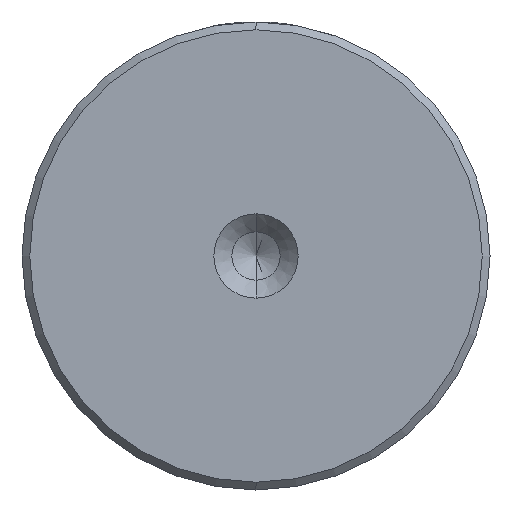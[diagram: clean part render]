
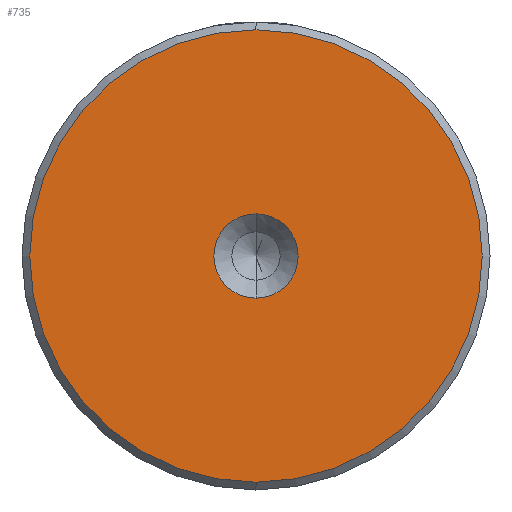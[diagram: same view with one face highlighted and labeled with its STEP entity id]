
A CAD part, left-side view. The second image highlights one B-rep face of the part: STEP entity #735.
In plain terms, the highlighted planar face has unit normal (-1, 0, 0).
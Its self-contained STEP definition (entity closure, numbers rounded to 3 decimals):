
#26 = CIRCLE ( 'NONE', #920, 2.7 ) ;
#59 = DIRECTION ( 'NONE',  ( 0., 0., 1. ) ) ;
#72 = DIRECTION ( 'NONE',  ( -1., 0., 0. ) ) ;
#83 = CARTESIAN_POINT ( 'NONE',  ( 0., 0., 0. ) ) ;
#97 = DIRECTION ( 'NONE',  ( -1., 0., 0. ) ) ;
#116 = EDGE_CURVE ( 'NONE', #730, #925, #26, .T. ) ;
#267 = CARTESIAN_POINT ( 'NONE',  ( 0., 0., 0. ) ) ;
#287 = ORIENTED_EDGE ( 'NONE', *, *, #561, .T. ) ;
#349 = CARTESIAN_POINT ( 'NONE',  ( 0., 0., -2.7 ) ) ;
#458 = DIRECTION ( 'NONE',  ( 0., 0., 1. ) ) ;
#561 = EDGE_CURVE ( 'NONE', #1984, #2069, #1574, .T. ) ;
#567 = DIRECTION ( 'NONE',  ( 0., 0., 1. ) ) ;
#572 = DIRECTION ( 'NONE',  ( -1., 0., 0. ) ) ;
#661 = CIRCLE ( 'NONE', #2271, 14.5 ) ;
#671 = AXIS2_PLACEMENT_3D ( 'NONE', #2081, #2249, #2213 ) ;
#730 = VERTEX_POINT ( 'NONE', #1284 ) ;
#735 = ADVANCED_FACE ( 'NONE', ( #1415, #1465 ), #1107, .T. ) ;
#885 = EDGE_LOOP ( 'NONE', ( #1698, #287 ) ) ;
#920 = AXIS2_PLACEMENT_3D ( 'NONE', #83, #72, #59 ) ;
#925 = VERTEX_POINT ( 'NONE', #349 ) ;
#962 = EDGE_LOOP ( 'NONE', ( #1639, #2054 ) ) ;
#1092 = CARTESIAN_POINT ( 'NONE',  ( 0., 0., 0. ) ) ;
#1107 = PLANE ( 'NONE',  #2176 ) ;
#1148 = AXIS2_PLACEMENT_3D ( 'NONE', #267, #1519, #458 ) ;
#1155 = CARTESIAN_POINT ( 'NONE',  ( 0., 0., 14.5 ) ) ;
#1178 = CARTESIAN_POINT ( 'NONE',  ( 0., 0., -14.5 ) ) ;
#1190 = CARTESIAN_POINT ( 'NONE',  ( 0., 0., 0. ) ) ;
#1284 = CARTESIAN_POINT ( 'NONE',  ( 0., 0., 2.7 ) ) ;
#1297 = CIRCLE ( 'NONE', #1148, 2.7 ) ;
#1364 = DIRECTION ( 'NONE',  ( 0., 0., 1. ) ) ;
#1415 = FACE_OUTER_BOUND ( 'NONE', #885, .T. ) ;
#1465 = FACE_BOUND ( 'NONE', #962, .T. ) ;
#1519 = DIRECTION ( 'NONE',  ( -1., 0., 0. ) ) ;
#1574 = CIRCLE ( 'NONE', #671, 14.5 ) ;
#1639 = ORIENTED_EDGE ( 'NONE', *, *, #116, .F. ) ;
#1698 = ORIENTED_EDGE ( 'NONE', *, *, #1711, .T. ) ;
#1711 = EDGE_CURVE ( 'NONE', #2069, #1984, #661, .T. ) ;
#1984 = VERTEX_POINT ( 'NONE', #1155 ) ;
#2020 = EDGE_CURVE ( 'NONE', #925, #730, #1297, .T. ) ;
#2054 = ORIENTED_EDGE ( 'NONE', *, *, #2020, .F. ) ;
#2069 = VERTEX_POINT ( 'NONE', #1178 ) ;
#2081 = CARTESIAN_POINT ( 'NONE',  ( 0., 0., 0. ) ) ;
#2176 = AXIS2_PLACEMENT_3D ( 'NONE', #1092, #572, #567 ) ;
#2213 = DIRECTION ( 'NONE',  ( 0., 0., 1. ) ) ;
#2249 = DIRECTION ( 'NONE',  ( -1., 0., 0. ) ) ;
#2271 = AXIS2_PLACEMENT_3D ( 'NONE', #1190, #97, #1364 ) ;
